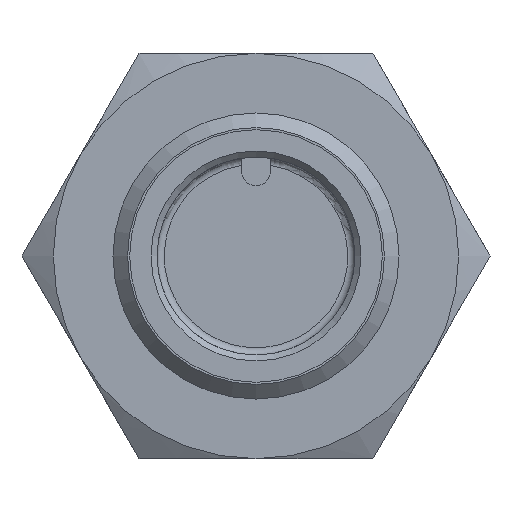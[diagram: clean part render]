
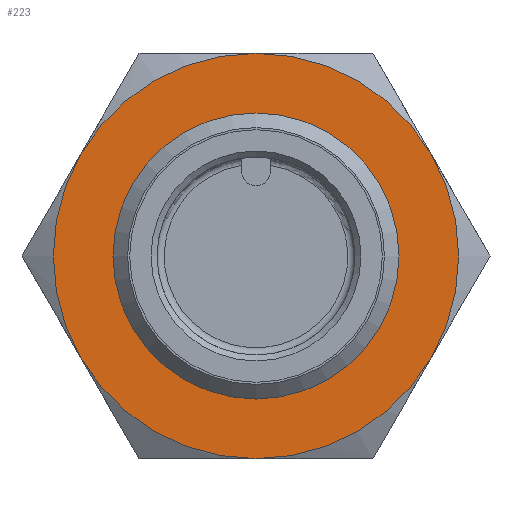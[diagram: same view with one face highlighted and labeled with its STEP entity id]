
A CAD part, left-side view. The second image highlights one B-rep face of the part: STEP entity #223.
In plain terms, the highlighted planar face has unit normal (-1, 0, 0).
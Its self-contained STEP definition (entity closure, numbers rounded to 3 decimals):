
#223 = ADVANCED_FACE( '', ( #375, #376 ), #377, .F. );
#375 = FACE_OUTER_BOUND( '', #554, .T. );
#376 = FACE_BOUND( '', #555, .T. );
#377 = PLANE( '', #556 );
#554 = EDGE_LOOP( '', ( #847, #848, #849, #850, #851, #852 ) );
#555 = EDGE_LOOP( '', ( #853 ) );
#556 = AXIS2_PLACEMENT_3D( '', #854, #855, #856 );
#847 = ORIENTED_EDGE( '', *, *, #1070, .F. );
#848 = ORIENTED_EDGE( '', *, *, #1071, .F. );
#849 = ORIENTED_EDGE( '', *, *, #1072, .F. );
#850 = ORIENTED_EDGE( '', *, *, #1073, .F. );
#851 = ORIENTED_EDGE( '', *, *, #1074, .F. );
#852 = ORIENTED_EDGE( '', *, *, #1075, .F. );
#853 = ORIENTED_EDGE( '', *, *, #1076, .T. );
#854 = CARTESIAN_POINT( '', ( 0., 0., 0. ) );
#855 = DIRECTION( '', ( 1., 0., 0. ) );
#856 = DIRECTION( '', ( 0., 0., -1. ) );
#1070 = EDGE_CURVE( '', #1219, #1220, #1221, .T. );
#1071 = EDGE_CURVE( '', #1222, #1219, #1223, .T. );
#1072 = EDGE_CURVE( '', #1224, #1222, #1225, .T. );
#1073 = EDGE_CURVE( '', #1226, #1224, #1227, .T. );
#1074 = EDGE_CURVE( '', #1228, #1226, #1229, .T. );
#1075 = EDGE_CURVE( '', #1220, #1228, #1230, .T. );
#1076 = EDGE_CURVE( '', #1231, #1231, #1232, .T. );
#1219 = VERTEX_POINT( '', #1682 );
#1220 = VERTEX_POINT( '', #1683 );
#1221 = CIRCLE( '', #1684, 8.5 );
#1222 = VERTEX_POINT( '', #1685 );
#1223 = CIRCLE( '', #1686, 8.5 );
#1224 = VERTEX_POINT( '', #1687 );
#1225 = CIRCLE( '', #1688, 8.5 );
#1226 = VERTEX_POINT( '', #1689 );
#1227 = CIRCLE( '', #1690, 8.5 );
#1228 = VERTEX_POINT( '', #1691 );
#1229 = CIRCLE( '', #1692, 8.5 );
#1230 = CIRCLE( '', #1693, 8.5 );
#1231 = VERTEX_POINT( '', #1694 );
#1232 = CIRCLE( '', #1695, 6. );
#1682 = CARTESIAN_POINT( '', ( 0., 7.361, -4.25 ) );
#1683 = CARTESIAN_POINT( '', ( 0., 7.361, 4.25 ) );
#1684 = AXIS2_PLACEMENT_3D( '', #2002, #2003, #2004 );
#1685 = CARTESIAN_POINT( '', ( 0., 0., -8.5 ) );
#1686 = AXIS2_PLACEMENT_3D( '', #2005, #2006, #2007 );
#1687 = CARTESIAN_POINT( '', ( 0., -7.361, -4.25 ) );
#1688 = AXIS2_PLACEMENT_3D( '', #2008, #2009, #2010 );
#1689 = CARTESIAN_POINT( '', ( 0., -7.361, 4.25 ) );
#1690 = AXIS2_PLACEMENT_3D( '', #2011, #2012, #2013 );
#1691 = CARTESIAN_POINT( '', ( 0., 0., 8.5 ) );
#1692 = AXIS2_PLACEMENT_3D( '', #2014, #2015, #2016 );
#1693 = AXIS2_PLACEMENT_3D( '', #2017, #2018, #2019 );
#1694 = CARTESIAN_POINT( '', ( 0., 0., -6. ) );
#1695 = AXIS2_PLACEMENT_3D( '', #2020, #2021, #2022 );
#2002 = CARTESIAN_POINT( '', ( 0., 0., 0. ) );
#2003 = DIRECTION( '', ( 1., 0., 0. ) );
#2004 = DIRECTION( '', ( 0., 0., -1. ) );
#2005 = CARTESIAN_POINT( '', ( 0., 0., 0. ) );
#2006 = DIRECTION( '', ( 1., 0., 0. ) );
#2007 = DIRECTION( '', ( 0., 0., -1. ) );
#2008 = CARTESIAN_POINT( '', ( 0., 0., 0. ) );
#2009 = DIRECTION( '', ( 1., 0., 0. ) );
#2010 = DIRECTION( '', ( 0., 0., -1. ) );
#2011 = CARTESIAN_POINT( '', ( 0., 0., 0. ) );
#2012 = DIRECTION( '', ( 1., 0., 0. ) );
#2013 = DIRECTION( '', ( 0., 0., -1. ) );
#2014 = CARTESIAN_POINT( '', ( 0., 0., 0. ) );
#2015 = DIRECTION( '', ( 1., 0., 0. ) );
#2016 = DIRECTION( '', ( 0., 0., -1. ) );
#2017 = CARTESIAN_POINT( '', ( 0., 0., 0. ) );
#2018 = DIRECTION( '', ( 1., 0., 0. ) );
#2019 = DIRECTION( '', ( 0., 0., -1. ) );
#2020 = CARTESIAN_POINT( '', ( 0., 0., 0. ) );
#2021 = DIRECTION( '', ( 1., 0., 0. ) );
#2022 = DIRECTION( '', ( 0., 0., -1. ) );
